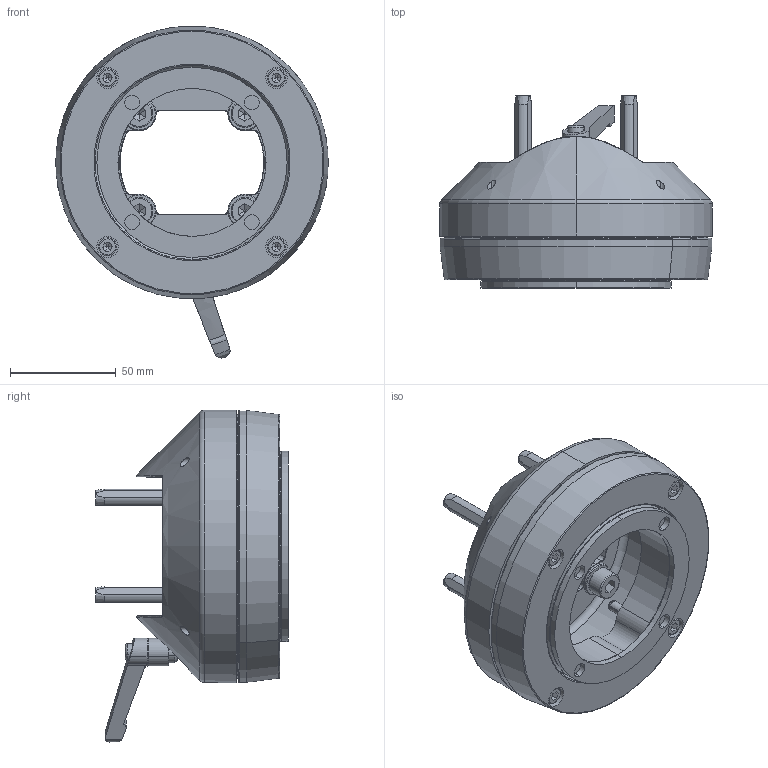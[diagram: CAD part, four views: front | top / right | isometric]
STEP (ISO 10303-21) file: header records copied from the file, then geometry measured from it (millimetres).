
FILE_DESCRIPTION (( 'STEP AP214' ), '1' );
FILE_NAME ('49477300.STEP', '2008-11-26T10:50:14', ( ' ' ), ( '' ), 'SwSTEP 2.0', 'SolidWorks 2008', '' );
FILE_SCHEMA (( 'AUTOMOTIVE_DESIGN' ));
Length unit declared in the file: millimetre
Products named in the file (15): 84341_Standard; 83266_Standard; 82398_Standard; 94991_Standard; 93152_Standard; 83019_Standard; 82397_Standard; 41777_Standard; 52309_Standard; 93673_Standard; 84147_Standard; 49477300; 12810_Standard; 12809_Standard
Assembly tree (25 placements, depth 3):
  49477300
    93673_Standard  x4
    94991_Standard
    41777_Standard  x2
    52309_Standard
      83019_Standard  x4
      93152_Standard  x4
      82397_Standard
      82398_Standard
      83266_Standard  x2
    84341_Standard
    12810_Standard
    12809_Standard
      12809_Standard
    84147_Standard
Bounding box: 129 x 90.9 x 157.02 mm (x, y, z)
Volume: 371817.3 mm3; surface area: 141370.8 mm2
Topology: 23 solids, 23 shells, 807 faces, 1787 edges, 1056 vertices
Faces by surface type: plane 216, cylinder 193, cone 168, torus 157, bspline 73
Entity records: 22268 total; most frequent: CARTESIAN_POINT 8955, DIRECTION 2812, ORIENTED_EDGE 2552, EDGE_CURVE 1276, AXIS2_PLACEMENT_3D 1213, VERTEX_POINT 768, CIRCLE 694, EDGE_LOOP 648
